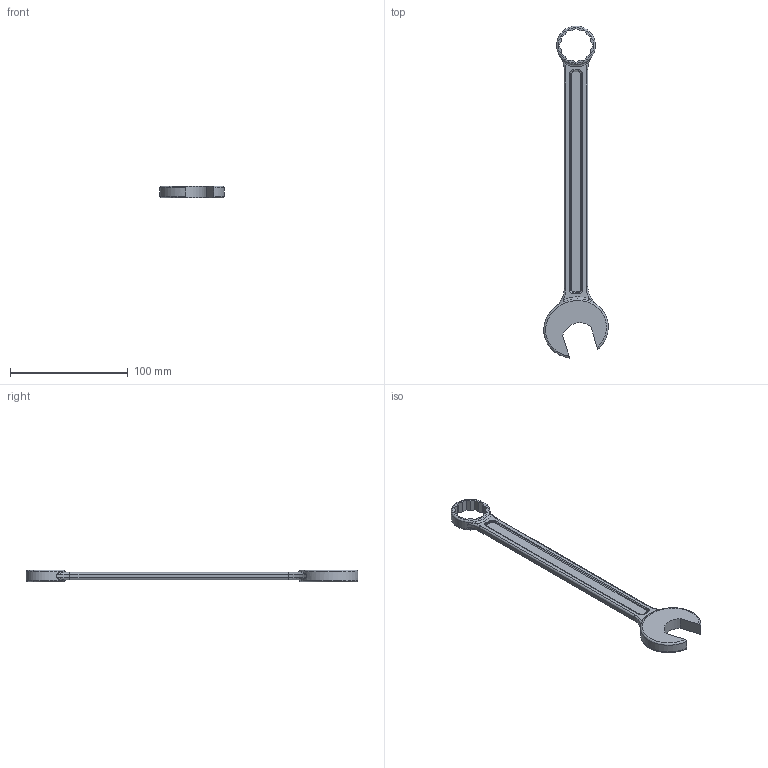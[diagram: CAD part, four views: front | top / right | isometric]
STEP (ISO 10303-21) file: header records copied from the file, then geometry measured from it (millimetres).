
FILE_DESCRIPTION(('Open CASCADE Model'),'2;1');
FILE_NAME('Open CASCADE Shape Model','2024-02-18T22:21:26',('Author'),( 'Open CASCADE'),'Open CASCADE STEP processor 7.5','Open CASCADE 7.5' ,'Unknown');
FILE_SCHEMA(('AUTOMOTIVE_DESIGN { 1 0 10303 214 1 1 1 1 }'));
Length unit declared in the file: millimetre
Products named in the file (1): Open CASCADE STEP translator 7.5 4
Bounding box: 54.57 x 281.44 x 10 mm (x, y, z)
Volume: 37749.6 mm3; surface area: 17215.9 mm2
Topology: 1 solids, 1 shells, 120 faces, 304 edges, 180 vertices
Faces by surface type: torus 40, plane 36, bspline 26, cylinder 18
Entity records: 10752 total; most frequent: CARTESIAN_POINT 5039, DIRECTION 1016, ORIENTED_EDGE 592, PCURVE 592, DEFINITIONAL_REPRESENTATION 592, LINE 518, VECTOR 518, EDGE_CURVE 296
